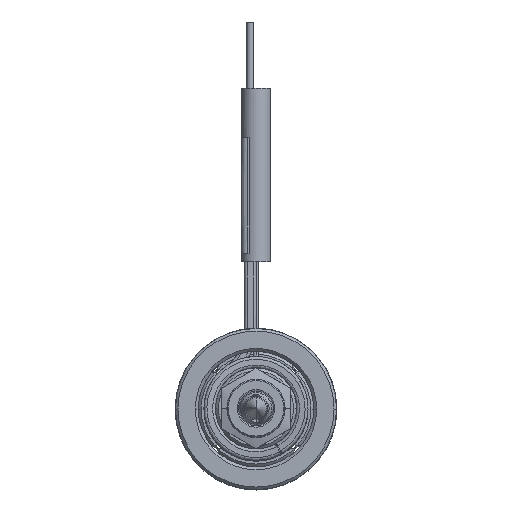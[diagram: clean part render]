
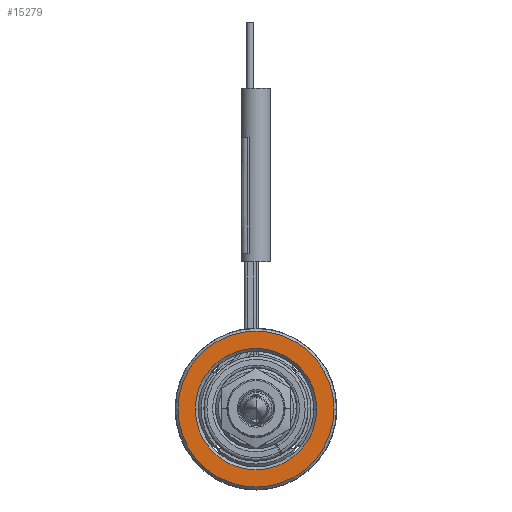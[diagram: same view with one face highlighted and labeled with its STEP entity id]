
A CAD part, top view. The second image highlights one B-rep face of the part: STEP entity #15279.
In plain terms, the highlighted planar face has unit normal (0, 0, 1).
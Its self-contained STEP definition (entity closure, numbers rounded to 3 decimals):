
#5061=CARTESIAN_POINT('',(0.,0.,22.));
#5062=DIRECTION('',(0.,0.,-1.));
#5063=DIRECTION('',(-1.,0.,0.));
#5064=AXIS2_PLACEMENT_3D('',#5061,#5062,#5063);
#5075=CARTESIAN_POINT('',(0.,0.,
22.));
#5076=DIRECTION('',(0.,0.,-1.));
#5077=DIRECTION('',(1.,0.,0.));
#5078=AXIS2_PLACEMENT_3D('',#5075,#5076,#5077);
#5089=CARTESIAN_POINT('',(0.,0.,
22.));
#5090=DIRECTION('',(0.,0.,-1.));
#5091=DIRECTION('',(1.,0.,0.));
#5092=AXIS2_PLACEMENT_3D('',#5089,#5090,#5091);
#5103=CARTESIAN_POINT('',(0.,0.,
22.));
#5104=DIRECTION('',(0.,0.,-1.));
#5105=DIRECTION('',(-1.,0.,0.));
#5106=AXIS2_PLACEMENT_3D('',#5103,#5104,#5105);
#6779=CARTESIAN_POINT('',(13.5,0.,22.));
#6780=CARTESIAN_POINT('',(-13.5,0.,22.));
#6781=VERTEX_POINT('',#6779);
#6782=VERTEX_POINT('',#6780);
#6783=CARTESIAN_POINT('',(10.5,0.,22.));
#6784=CARTESIAN_POINT('',(-10.5,0.,22.));
#6785=VERTEX_POINT('',#6783);
#6786=VERTEX_POINT('',#6784);
#15264=CARTESIAN_POINT('',(0.,0.,22.));
#15265=DIRECTION('',(0.,0.,1.));
#15266=DIRECTION('',(-1.,0.,0.));
#15267=AXIS2_PLACEMENT_3D('',#15264,#15265,#15266);
#15268=PLANE('',#15267);
#15269=ORIENTED_EDGE('',*,*,#15246,.T.);
#15270=ORIENTED_EDGE('',*,*,#15231,.T.);
#15271=EDGE_LOOP('',(#15269,#15270));
#15272=FACE_OUTER_BOUND('',#15271,.F.);
#15274=ORIENTED_EDGE('',*,*,#15273,.F.);
#15276=ORIENTED_EDGE('',*,*,#15275,.F.);
#15277=EDGE_LOOP('',(#15274,#15276));
#15278=FACE_BOUND('',#15277,.F.);
#5065=CIRCLE('',#5064,13.5);
#5079=CIRCLE('',#5078,13.5);
#5093=CIRCLE('',#5092,10.5);
#5107=CIRCLE('',#5106,10.5);
#15231=EDGE_CURVE('',#6782,#6781,#5065,.T.);
#15246=EDGE_CURVE('',#6781,#6782,#5079,.T.);
#15273=EDGE_CURVE('',#6785,#6786,#5093,.T.);
#15275=EDGE_CURVE('',#6786,#6785,#5107,.T.);
#15279=ADVANCED_FACE('',(#15272,#15278),#15268,.T.);
